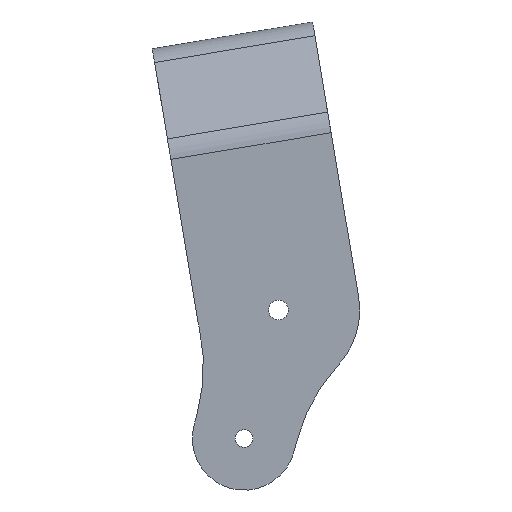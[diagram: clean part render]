
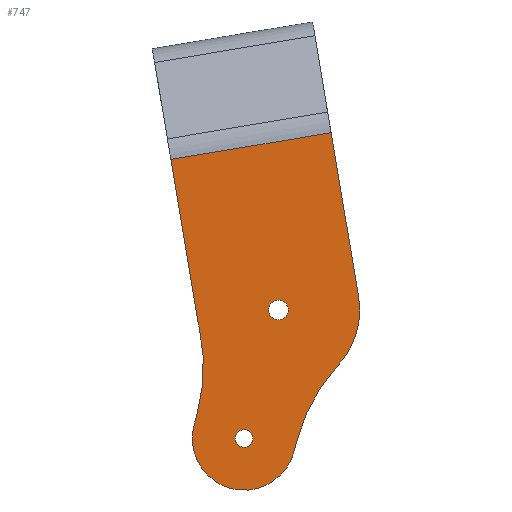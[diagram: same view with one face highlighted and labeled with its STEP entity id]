
A CAD part, left-side view. The second image highlights one B-rep face of the part: STEP entity #747.
In plain terms, the highlighted planar face has unit normal (-1, 0, 0).
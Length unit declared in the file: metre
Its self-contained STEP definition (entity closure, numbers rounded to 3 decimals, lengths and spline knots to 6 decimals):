
#30=PLANE('',#833);
#69=CIRCLE('',#832,0.011113);
#70=CIRCLE('',#834,0.024245);
#71=CIRCLE('',#835,0.011113);
#72=CIRCLE('',#836,0.024245);
#73=CIRCLE('',#837,0.007072);
#74=CIRCLE('',#838,0.001353);
#75=CIRCLE('',#839,0.001191);
#216=ORIENTED_EDGE('',*,*,#373,.F.);
#217=ORIENTED_EDGE('',*,*,#374,.F.);
#218=ORIENTED_EDGE('',*,*,#375,.F.);
#219=ORIENTED_EDGE('',*,*,#337,.T.);
#220=ORIENTED_EDGE('',*,*,#376,.T.);
#221=ORIENTED_EDGE('',*,*,#355,.F.);
#222=ORIENTED_EDGE('',*,*,#372,.F.);
#223=ORIENTED_EDGE('',*,*,#377,.F.);
#224=ORIENTED_EDGE('',*,*,#378,.T.);
#225=ORIENTED_EDGE('',*,*,#379,.F.);
#226=ORIENTED_EDGE('',*,*,#380,.T.);
#227=ORIENTED_EDGE('',*,*,#381,.T.);
#337=EDGE_CURVE('',#435,#434,#497,.T.);
#355=EDGE_CURVE('',#451,#452,#507,.T.);
#372=EDGE_CURVE('',#459,#451,#69,.T.);
#373=EDGE_CURVE('',#460,#461,#519,.T.);
#374=EDGE_CURVE('',#462,#460,#70,.F.);
#375=EDGE_CURVE('',#435,#462,#71,.T.);
#376=EDGE_CURVE('',#434,#452,#520,.F.);
#377=EDGE_CURVE('',#463,#459,#72,.F.);
#378=EDGE_CURVE('',#463,#464,#521,.T.);
#379=EDGE_CURVE('',#461,#464,#73,.T.);
#380=EDGE_CURVE('',#465,#465,#74,.T.);
#381=EDGE_CURVE('',#466,#466,#75,.T.);
#434=VERTEX_POINT('',#1184);
#435=VERTEX_POINT('',#1186);
#451=VERTEX_POINT('',#1220);
#452=VERTEX_POINT('',#1222);
#459=VERTEX_POINT('',#1254);
#460=VERTEX_POINT('',#1258);
#461=VERTEX_POINT('',#1259);
#462=VERTEX_POINT('',#1261);
#463=VERTEX_POINT('',#1265);
#464=VERTEX_POINT('',#1267);
#465=VERTEX_POINT('',#1270);
#466=VERTEX_POINT('',#1272);
#497=LINE('',#1185,#557);
#507=LINE('',#1221,#567);
#519=LINE('',#1257,#579);
#520=LINE('',#1263,#580);
#521=LINE('',#1266,#581);
#557=VECTOR('',#951,1.);
#567=VECTOR('',#979,1.);
#579=VECTOR('',#1023,1.);
#580=VECTOR('',#1028,1.);
#581=VECTOR('',#1031,1.);
#624=EDGE_LOOP('',(#216,#217,#218,#219,#220,#221,#222,#223,#224,#225));
#625=EDGE_LOOP('',(#226));
#626=EDGE_LOOP('',(#227));
#678=FACE_BOUND('',#624,.T.);
#679=FACE_BOUND('',#625,.T.);
#680=FACE_BOUND('',#626,.T.);
#747=ADVANCED_FACE('',(#678,#679,#680),#30,.T.);
#832=AXIS2_PLACEMENT_3D('',#1255,#1019,#1020);
#833=AXIS2_PLACEMENT_3D('',#1256,#1021,#1022);
#834=AXIS2_PLACEMENT_3D('',#1260,#1024,#1025);
#835=AXIS2_PLACEMENT_3D('',#1262,#1026,#1027);
#836=AXIS2_PLACEMENT_3D('',#1264,#1029,#1030);
#837=AXIS2_PLACEMENT_3D('',#1268,#1032,#1033);
#838=AXIS2_PLACEMENT_3D('',#1269,#1034,#1035);
#839=AXIS2_PLACEMENT_3D('',#1271,#1036,#1037);
#951=DIRECTION('',(0.,0.165,0.986));
#979=DIRECTION('',(0.,0.165,0.986));
#1019=DIRECTION('',(1.,0.,0.));
#1020=DIRECTION('',(0.,1.,0.));
#1021=DIRECTION('',(-1.,0.,0.));
#1022=DIRECTION('',(0.,-0.602,-0.799));
#1023=DIRECTION('',(0.,0.259,-0.966));
#1024=DIRECTION('',(1.,0.,0.));
#1025=DIRECTION('',(0.,1.,0.));
#1026=DIRECTION('',(1.,0.,0.));
#1027=DIRECTION('',(0.,1.,0.));
#1028=DIRECTION('',(0.,-0.986,0.165));
#1029=DIRECTION('',(1.,0.,0.));
#1030=DIRECTION('',(0.,1.,0.));
#1031=DIRECTION('',(0.,0.259,-0.966));
#1032=DIRECTION('',(1.,0.,0.));
#1033=DIRECTION('',(0.,1.,0.));
#1034=DIRECTION('',(1.,0.,0.));
#1035=DIRECTION('',(0.,1.,0.));
#1036=DIRECTION('',(1.,0.,0.));
#1037=DIRECTION('',(0.,1.,0.));
#1184=CARTESIAN_POINT('',(-0.01703,0.855755,0.018691));
#1185=CARTESIAN_POINT('',(-0.01703,0.853996,0.008182));
#1186=CARTESIAN_POINT('',(-0.01703,0.851999,-0.003752));
#1220=CARTESIAN_POINT('',(-0.01703,0.873919,-0.00742));
#1221=CARTESIAN_POINT('',(-0.01703,0.875916,0.004514));
#1222=CARTESIAN_POINT('',(-0.01703,0.877675,0.015022));
#1254=CARTESIAN_POINT('',(-0.01703,0.873802,-0.008021));
#1255=CARTESIAN_POINT('',(-0.01703,0.862959,-0.005586));
#1256=CARTESIAN_POINT('',(-0.01703,0.863,-0.005877));
#1257=CARTESIAN_POINT('',(-0.01703,0.861881,-0.028884));
#1258=CARTESIAN_POINT('',(-0.01703,0.860377,-0.023271));
#1259=CARTESIAN_POINT('',(-0.01703,0.860835,-0.02498));
#1260=CARTESIAN_POINT('',(-0.01703,0.836958,-0.029546));
#1261=CARTESIAN_POINT('',(-0.01703,0.854787,-0.013116));
#1262=CARTESIAN_POINT('',(-0.01703,0.862959,-0.005586));
#1263=CARTESIAN_POINT('',(-0.01703,0.855755,0.018691));
#1264=CARTESIAN_POINT('',(-0.01703,0.897458,-0.013335));
#1265=CARTESIAN_POINT('',(-0.01703,0.874038,-0.01961));
#1266=CARTESIAN_POINT('',(-0.01703,0.875542,-0.025223));
#1267=CARTESIAN_POINT('',(-0.01703,0.874496,-0.02132));
#1268=CARTESIAN_POINT('',(-0.01703,0.867666,-0.02315));
#1269=CARTESIAN_POINT('',(-0.01703,0.862959,-0.005586));
#1270=CARTESIAN_POINT('',(-0.01703,0.864312,-0.005586));
#1271=CARTESIAN_POINT('',(-0.01703,0.867666,-0.02315));
#1272=CARTESIAN_POINT('',(-0.01703,0.868856,-0.02315));
